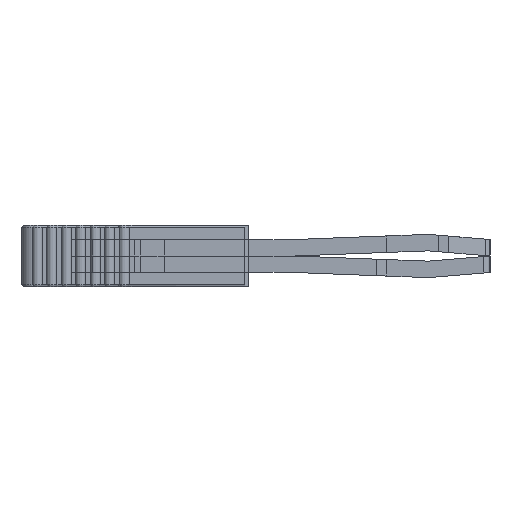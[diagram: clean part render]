
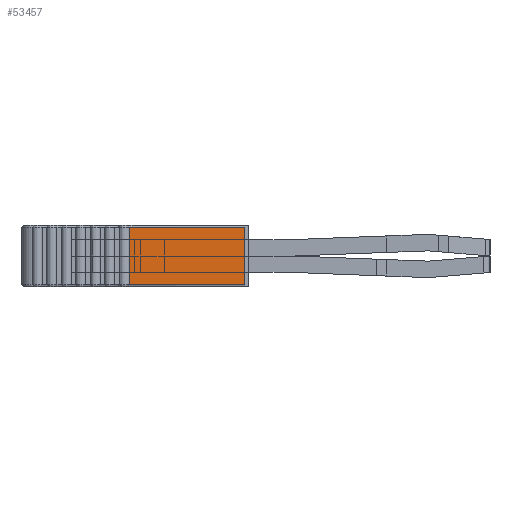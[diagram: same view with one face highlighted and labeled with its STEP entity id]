
A CAD part, left-side view. The second image highlights one B-rep face of the part: STEP entity #53457.
In plain terms, the highlighted face is planar.
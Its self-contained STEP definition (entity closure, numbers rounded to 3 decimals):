
#37136=DIRECTION('',(0.,1.,0.));
#37137=VECTOR('',#37136,5.605);
#37138=CARTESIAN_POINT('',(202.,-4.8,1.4));
#37139=LINE('',#37138,#37137);
#37140=DIRECTION('',(0.,0.,1.));
#37141=VECTOR('',#37140,2.8);
#37142=CARTESIAN_POINT('',(202.,0.805,-1.4));
#37143=LINE('',#37142,#37141);
#37144=DIRECTION('',(0.,-1.,0.));
#37145=VECTOR('',#37144,5.605);
#37146=CARTESIAN_POINT('',(202.,0.805,-1.4));
#37147=LINE('',#37146,#37145);
#37148=DIRECTION('',(0.,0.,-1.));
#37149=VECTOR('',#37148,2.8);
#37150=CARTESIAN_POINT('',(202.,-4.8,1.4));
#37151=LINE('',#37150,#37149);
#37440=CARTESIAN_POINT('',(202.,-4.8,1.4));
#37448=CARTESIAN_POINT('',(202.,-4.8,-1.4));
#40092=VERTEX_POINT('',#37448);
#40093=CARTESIAN_POINT('',(202.,0.805,-1.4));
#40094=VERTEX_POINT('',#40093);
#40361=VERTEX_POINT('',#37440);
#40365=CARTESIAN_POINT('',(202.,0.805,1.4));
#40366=VERTEX_POINT('',#40365);
#53442=CARTESIAN_POINT('',(202.,-5.,-1.5));
#53443=DIRECTION('',(1.,0.,0.));
#53444=DIRECTION('',(0.,1.,0.));
#53445=AXIS2_PLACEMENT_3D('',#53442,#53443,#53444);
#53446=PLANE('',#53445);
#53448=ORIENTED_EDGE('',*,*,#53447,.T.);
#53450=ORIENTED_EDGE('',*,*,#53449,.F.);
#53452=ORIENTED_EDGE('',*,*,#53451,.T.);
#53454=ORIENTED_EDGE('',*,*,#53453,.F.);
#53455=EDGE_LOOP('',(#53448,#53450,#53452,#53454));
#53456=FACE_OUTER_BOUND('',#53455,.F.);
#53457=ADVANCED_FACE('',(#53456),#53446,.T.);
#53447=EDGE_CURVE('',#40361,#40366,#37139,.T.);
#53449=EDGE_CURVE('',#40094,#40366,#37143,.T.);
#53451=EDGE_CURVE('',#40094,#40092,#37147,.T.);
#53453=EDGE_CURVE('',#40361,#40092,#37151,.T.);
